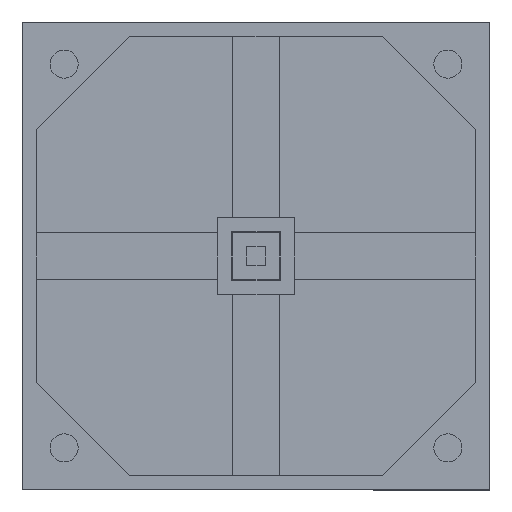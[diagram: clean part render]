
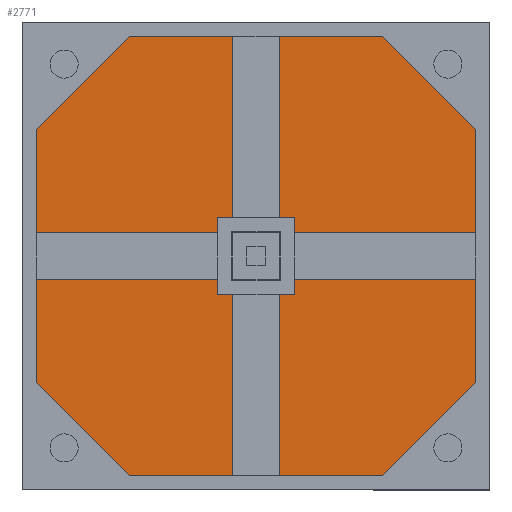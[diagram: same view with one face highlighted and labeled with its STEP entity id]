
A CAD part, front view. The second image highlights one B-rep face of the part: STEP entity #2771.
In plain terms, the highlighted planar face has unit normal (0, -1, 0).
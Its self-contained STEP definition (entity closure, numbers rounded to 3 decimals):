
#18 = CARTESIAN_POINT ( 'NONE',  ( -203.756, 44.84, 77.384 ) ) ;
#73 = DIRECTION ( 'NONE',  ( 0., 0., -1. ) ) ;
#103 = VECTOR ( 'NONE', #562, 1000. ) ;
#106 = AXIS2_PLACEMENT_3D ( 'NONE', #4714, #2555, #3214 ) ;
#140 = ORIENTED_EDGE ( 'NONE', *, *, #2778, .F. ) ;
#200 = CARTESIAN_POINT ( 'NONE',  ( -203.756, 44.84, 80.384 ) ) ;
#208 = EDGE_CURVE ( 'NONE', #1939, #2055, #1482, .T. ) ;
#212 = ORIENTED_EDGE ( 'NONE', *, *, #2289, .T. ) ;
#246 = EDGE_LOOP ( 'NONE', ( #4071, #2293 ) ) ;
#264 = DIRECTION ( 'NONE',  ( 0., -1., 0. ) ) ;
#307 = DIRECTION ( 'NONE',  ( 0., 0., -1. ) ) ;
#314 = LINE ( 'NONE', #2544, #2948 ) ;
#355 = EDGE_CURVE ( 'NONE', #3041, #1939, #3404, .T. ) ;
#367 = FACE_BOUND ( 'NONE', #3816, .T. ) ;
#418 = ORIENTED_EDGE ( 'NONE', *, *, #355, .T. ) ;
#459 = VECTOR ( 'NONE', #1781, 1000. ) ;
#539 = VERTEX_POINT ( 'NONE', #2510 ) ;
#549 = DIRECTION ( 'NONE',  ( 0., 0., -1. ) ) ;
#562 = DIRECTION ( 'NONE',  ( 0., 0., 1. ) ) ;
#573 = VERTEX_POINT ( 'NONE', #3954 ) ;
#578 = DIRECTION ( 'NONE',  ( 1., 0., 0. ) ) ;
#654 = CIRCLE ( 'NONE', #2123, 3. ) ;
#692 = ORIENTED_EDGE ( 'NONE', *, *, #3659, .F. ) ;
#721 = DIRECTION ( 'NONE',  ( 0., -1., 0. ) ) ;
#732 = FACE_BOUND ( 'NONE', #3338, .T. ) ;
#761 = VERTEX_POINT ( 'NONE', #4381 ) ;
#836 = VECTOR ( 'NONE', #578, 1000. ) ;
#849 = VERTEX_POINT ( 'NONE', #2655 ) ;
#881 = VECTOR ( 'NONE', #73, 1000. ) ;
#945 = VECTOR ( 'NONE', #2499, 1000. ) ;
#1000 = DIRECTION ( 'NONE',  ( 0., -1., 0. ) ) ;
#1051 = DIRECTION ( 'NONE',  ( 0., 0., -1. ) ) ;
#1062 = DIRECTION ( 'NONE',  ( 0., 0., -1. ) ) ;
#1074 = DIRECTION ( 'NONE',  ( 0., -1., 0. ) ) ;
#1112 = ORIENTED_EDGE ( 'NONE', *, *, #2133, .T. ) ;
#1140 = PLANE ( 'NONE',  #4388 ) ;
#1160 = CARTESIAN_POINT ( 'NONE',  ( -121.756, 44.84, 83.384 ) ) ;
#1182 = DIRECTION ( 'NONE',  ( -1., 0., 0. ) ) ;
#1184 = LINE ( 'NONE', #1518, #881 ) ;
#1303 = CARTESIAN_POINT ( 'NONE',  ( -115.956, 44.84, 74.584 ) ) ;
#1338 = AXIS2_PLACEMENT_3D ( 'NONE', #3571, #264, #307 ) ;
#1390 = CARTESIAN_POINT ( 'NONE',  ( -121.756, 44.84, 162.384 ) ) ;
#1413 = AXIS2_PLACEMENT_3D ( 'NONE', #1390, #721, #1062 ) ;
#1482 = LINE ( 'NONE', #4410, #459 ) ;
#1518 = CARTESIAN_POINT ( 'NONE',  ( -209.556, 44.84, 74.584 ) ) ;
#1528 = EDGE_CURVE ( 'NONE', #3041, #4112, #2189, .T. ) ;
#1674 = CARTESIAN_POINT ( 'NONE',  ( -121.756, 44.84, 80.384 ) ) ;
#1680 = EDGE_LOOP ( 'NONE', ( #2154, #3692 ) ) ;
#1721 = CIRCLE ( 'NONE', #4471, 3. ) ;
#1766 = FACE_BOUND ( 'NONE', #1680, .T. ) ;
#1781 = DIRECTION ( 'NONE',  ( 0., 0., -1. ) ) ;
#1844 = ORIENTED_EDGE ( 'NONE', *, *, #3279, .T. ) ;
#1939 = VERTEX_POINT ( 'NONE', #4389 ) ;
#2043 = CIRCLE ( 'NONE', #106, 3. ) ;
#2055 = VERTEX_POINT ( 'NONE', #4512 ) ;
#2113 = VERTEX_POINT ( 'NONE', #3007 ) ;
#2123 = AXIS2_PLACEMENT_3D ( 'NONE', #4680, #2173, #2881 ) ;
#2133 = EDGE_CURVE ( 'NONE', #2676, #573, #2257, .T. ) ;
#2154 = ORIENTED_EDGE ( 'NONE', *, *, #4633, .F. ) ;
#2173 = DIRECTION ( 'NONE',  ( 0., -1., 0. ) ) ;
#2189 = LINE ( 'NONE', #2240, #945 ) ;
#2200 = CIRCLE ( 'NONE', #1413, 3. ) ;
#2240 = CARTESIAN_POINT ( 'NONE',  ( -170.956, 44.84, 0. ) ) ;
#2257 = LINE ( 'NONE', #4462, #4310 ) ;
#2289 = EDGE_CURVE ( 'NONE', #849, #3160, #4559, .T. ) ;
#2293 = ORIENTED_EDGE ( 'NONE', *, *, #2914, .F. ) ;
#2408 = LINE ( 'NONE', #3842, #103 ) ;
#2475 = DIRECTION ( 'NONE',  ( 0., 0., -1. ) ) ;
#2493 = DIRECTION ( 'NONE',  ( 0., -1., 0. ) ) ;
#2499 = DIRECTION ( 'NONE',  ( 0., 0., -1. ) ) ;
#2510 = CARTESIAN_POINT ( 'NONE',  ( -203.756, 44.84, 83.384 ) ) ;
#2523 = ORIENTED_EDGE ( 'NONE', *, *, #3116, .T. ) ;
#2544 = CARTESIAN_POINT ( 'NONE',  ( 0., 44.84, 113.184 ) ) ;
#2555 = DIRECTION ( 'NONE',  ( 0., -1., 0. ) ) ;
#2622 = CARTESIAN_POINT ( 'NONE',  ( 0., 44.84, 0. ) ) ;
#2655 = CARTESIAN_POINT ( 'NONE',  ( -209.556, 44.84, 74.584 ) ) ;
#2676 = VERTEX_POINT ( 'NONE', #2786 ) ;
#2709 = ORIENTED_EDGE ( 'NONE', *, *, #208, .T. ) ;
#2710 = DIRECTION ( 'NONE',  ( 0., -1., 0. ) ) ;
#2729 = CIRCLE ( 'NONE', #4162, 3. ) ;
#2757 = DIRECTION ( 'NONE',  ( 0., 0., -1. ) ) ;
#2771 = ADVANCED_FACE ( 'NONE', ( #3273, #1766, #732, #367, #4042, #4722 ), #1140, .T. ) ;
#2773 = CARTESIAN_POINT ( 'NONE',  ( 0., 44.84, 129.584 ) ) ;
#2775 = DIRECTION ( 'NONE',  ( 1., 0., 0. ) ) ;
#2778 = EDGE_CURVE ( 'NONE', #4112, #2055, #314, .T. ) ;
#2783 = ORIENTED_EDGE ( 'NONE', *, *, #3601, .F. ) ;
#2786 = CARTESIAN_POINT ( 'NONE',  ( -115.956, 44.84, 168.184 ) ) ;
#2881 = DIRECTION ( 'NONE',  ( 0., 0., -1. ) ) ;
#2914 = EDGE_CURVE ( 'NONE', #4407, #2113, #2729, .T. ) ;
#2915 = EDGE_LOOP ( 'NONE', ( #2709, #140, #3370, #418 ) ) ;
#2948 = VECTOR ( 'NONE', #4672, 1000. ) ;
#3007 = CARTESIAN_POINT ( 'NONE',  ( -121.756, 44.84, 77.384 ) ) ;
#3034 = ORIENTED_EDGE ( 'NONE', *, *, #3919, .F. ) ;
#3041 = VERTEX_POINT ( 'NONE', #3199 ) ;
#3057 = EDGE_CURVE ( 'NONE', #2113, #4407, #1721, .T. ) ;
#3116 = EDGE_CURVE ( 'NONE', #3160, #2676, #2408, .T. ) ;
#3160 = VERTEX_POINT ( 'NONE', #3294 ) ;
#3199 = CARTESIAN_POINT ( 'NONE',  ( -170.956, 44.84, 129.584 ) ) ;
#3214 = DIRECTION ( 'NONE',  ( 0., 0., -1. ) ) ;
#3236 = VECTOR ( 'NONE', #2775, 1000. ) ;
#3273 = FACE_BOUND ( 'NONE', #2915, .T. ) ;
#3279 = EDGE_CURVE ( 'NONE', #573, #849, #1184, .T. ) ;
#3294 = CARTESIAN_POINT ( 'NONE',  ( -115.956, 44.84, 74.584 ) ) ;
#3338 = EDGE_LOOP ( 'NONE', ( #2783, #3034 ) ) ;
#3370 = ORIENTED_EDGE ( 'NONE', *, *, #1528, .F. ) ;
#3387 = DIRECTION ( 'NONE',  ( 0., 0., -1. ) ) ;
#3404 = LINE ( 'NONE', #2773, #836 ) ;
#3408 = CIRCLE ( 'NONE', #4329, 3. ) ;
#3418 = CARTESIAN_POINT ( 'NONE',  ( -203.756, 44.84, 165.384 ) ) ;
#3437 = CARTESIAN_POINT ( 'NONE',  ( -121.756, 44.84, 80.384 ) ) ;
#3571 = CARTESIAN_POINT ( 'NONE',  ( -203.756, 44.84, 162.384 ) ) ;
#3595 = CARTESIAN_POINT ( 'NONE',  ( -121.756, 44.84, 165.384 ) ) ;
#3601 = EDGE_CURVE ( 'NONE', #3956, #3651, #2200, .T. ) ;
#3608 = EDGE_CURVE ( 'NONE', #539, #3729, #2043, .T. ) ;
#3651 = VERTEX_POINT ( 'NONE', #3595 ) ;
#3659 = EDGE_CURVE ( 'NONE', #4291, #761, #4091, .T. ) ;
#3692 = ORIENTED_EDGE ( 'NONE', *, *, #3608, .F. ) ;
#3704 = ORIENTED_EDGE ( 'NONE', *, *, #4158, .F. ) ;
#3729 = VERTEX_POINT ( 'NONE', #18 ) ;
#3809 = CARTESIAN_POINT ( 'NONE',  ( -121.756, 44.84, 159.384 ) ) ;
#3816 = EDGE_LOOP ( 'NONE', ( #3704, #692 ) ) ;
#3842 = CARTESIAN_POINT ( 'NONE',  ( -115.956, 44.84, 74.584 ) ) ;
#3857 = CARTESIAN_POINT ( 'NONE',  ( -121.756, 44.84, 162.384 ) ) ;
#3866 = AXIS2_PLACEMENT_3D ( 'NONE', #3857, #4167, #549 ) ;
#3919 = EDGE_CURVE ( 'NONE', #3651, #3956, #4018, .T. ) ;
#3927 = CARTESIAN_POINT ( 'NONE',  ( -170.956, 44.84, 113.184 ) ) ;
#3954 = CARTESIAN_POINT ( 'NONE',  ( -209.556, 44.84, 168.184 ) ) ;
#3956 = VERTEX_POINT ( 'NONE', #3809 ) ;
#4018 = CIRCLE ( 'NONE', #3866, 3. ) ;
#4042 = FACE_BOUND ( 'NONE', #246, .T. ) ;
#4071 = ORIENTED_EDGE ( 'NONE', *, *, #3057, .F. ) ;
#4091 = CIRCLE ( 'NONE', #1338, 3. ) ;
#4112 = VERTEX_POINT ( 'NONE', #3927 ) ;
#4158 = EDGE_CURVE ( 'NONE', #761, #4291, #654, .T. ) ;
#4162 = AXIS2_PLACEMENT_3D ( 'NONE', #3437, #2710, #3387 ) ;
#4167 = DIRECTION ( 'NONE',  ( 0., -1., 0. ) ) ;
#4291 = VERTEX_POINT ( 'NONE', #3418 ) ;
#4310 = VECTOR ( 'NONE', #1182, 1000. ) ;
#4329 = AXIS2_PLACEMENT_3D ( 'NONE', #200, #2493, #2757 ) ;
#4381 = CARTESIAN_POINT ( 'NONE',  ( -203.756, 44.84, 159.384 ) ) ;
#4388 = AXIS2_PLACEMENT_3D ( 'NONE', #2622, #1074, #1051 ) ;
#4389 = CARTESIAN_POINT ( 'NONE',  ( -154.556, 44.84, 129.584 ) ) ;
#4407 = VERTEX_POINT ( 'NONE', #1160 ) ;
#4410 = CARTESIAN_POINT ( 'NONE',  ( -154.556, 44.84, 0. ) ) ;
#4462 = CARTESIAN_POINT ( 'NONE',  ( -115.956, 44.84, 168.184 ) ) ;
#4471 = AXIS2_PLACEMENT_3D ( 'NONE', #1674, #1000, #2475 ) ;
#4512 = CARTESIAN_POINT ( 'NONE',  ( -154.556, 44.84, 113.184 ) ) ;
#4559 = LINE ( 'NONE', #1303, #3236 ) ;
#4633 = EDGE_CURVE ( 'NONE', #3729, #539, #3408, .T. ) ;
#4672 = DIRECTION ( 'NONE',  ( 1., 0., 0. ) ) ;
#4680 = CARTESIAN_POINT ( 'NONE',  ( -203.756, 44.84, 162.384 ) ) ;
#4714 = CARTESIAN_POINT ( 'NONE',  ( -203.756, 44.84, 80.384 ) ) ;
#4718 = EDGE_LOOP ( 'NONE', ( #2523, #1112, #1844, #212 ) ) ;
#4722 = FACE_OUTER_BOUND ( 'NONE', #4718, .T. ) ;
